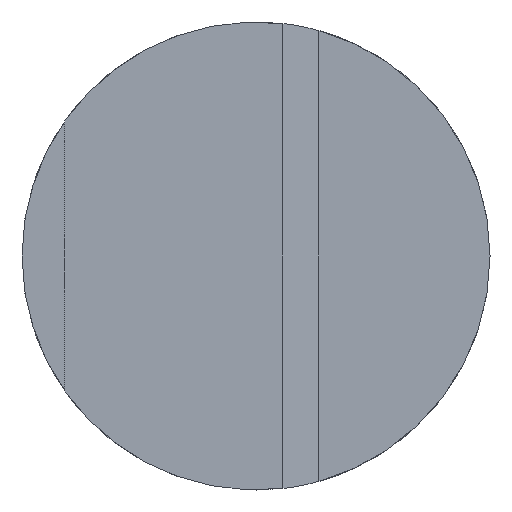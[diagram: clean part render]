
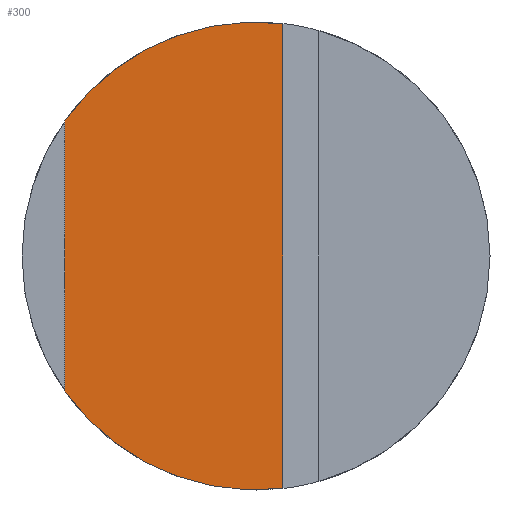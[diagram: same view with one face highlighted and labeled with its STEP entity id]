
A CAD part, front view. The second image highlights one B-rep face of the part: STEP entity #300.
In plain terms, the highlighted planar face has unit normal (0, -1, 0).
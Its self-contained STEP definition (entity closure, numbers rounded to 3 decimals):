
#31=CIRCLE('',#335,13.);
#39=CIRCLE('',#345,13.);
#53=FACE_OUTER_BOUND('',#73,.T.);
#73=EDGE_LOOP('',(#246,#247,#248,#249));
#84=LINE('',#465,#106);
#96=LINE('',#513,#118);
#106=VECTOR('',#369,10.);
#118=VECTOR('',#417,10.);
#128=VERTEX_POINT('',#463);
#129=VERTEX_POINT('',#464);
#134=VERTEX_POINT('',#478);
#147=VERTEX_POINT('',#506);
#156=EDGE_CURVE('',#128,#129,#84,.T.);
#163=EDGE_CURVE('',#134,#128,#31,.T.);
#179=EDGE_CURVE('',#129,#147,#39,.T.);
#182=EDGE_CURVE('',#147,#134,#96,.T.);
#246=ORIENTED_EDGE('',*,*,#156,.T.);
#247=ORIENTED_EDGE('',*,*,#179,.T.);
#248=ORIENTED_EDGE('',*,*,#182,.T.);
#249=ORIENTED_EDGE('',*,*,#163,.T.);
#286=PLANE('',#352);
#300=ADVANCED_FACE('',(#53),#286,.T.);
#335=AXIS2_PLACEMENT_3D('',#479,#383,#384);
#345=AXIS2_PLACEMENT_3D('',#508,#409,#410);
#352=AXIS2_PLACEMENT_3D('',#522,#428,#429);
#369=DIRECTION('',(0.,0.,-1.));
#383=DIRECTION('center_axis',(0.,-1.,0.));
#384=DIRECTION('ref_axis',(1.,0.,0.));
#409=DIRECTION('center_axis',(0.,-1.,0.));
#410=DIRECTION('ref_axis',(1.,0.,0.));
#417=DIRECTION('',(0.,0.,1.));
#428=DIRECTION('center_axis',(0.,-1.,0.));
#429=DIRECTION('ref_axis',(0.,0.,-1.));
#463=CARTESIAN_POINT('',(-10.618,-48.,7.5));
#464=CARTESIAN_POINT('',(-10.618,-48.,-7.5));
#465=CARTESIAN_POINT('',(-10.618,-48.,3.75));
#478=CARTESIAN_POINT('',(1.5,-48.,12.913));
#479=CARTESIAN_POINT('Origin',(0.,-48.,0.));
#506=CARTESIAN_POINT('',(1.5,-48.,-12.913));
#508=CARTESIAN_POINT('Origin',(0.,-48.,0.));
#513=CARTESIAN_POINT('',(1.5,-48.,-12.913));
#522=CARTESIAN_POINT('Origin',(0.,-48.,0.));
